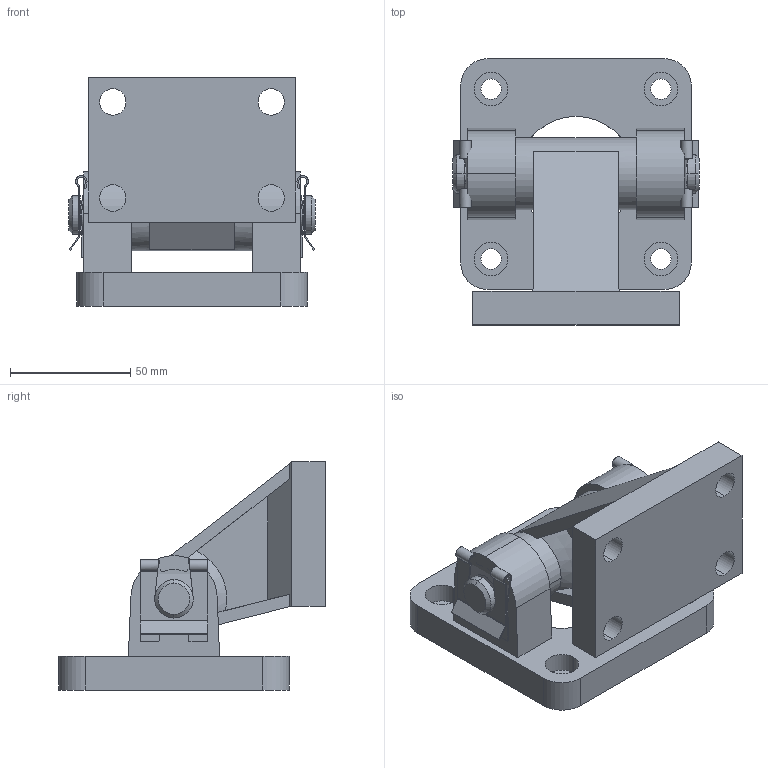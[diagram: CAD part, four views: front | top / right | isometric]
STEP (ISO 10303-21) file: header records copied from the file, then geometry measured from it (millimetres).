
FILE_DESCRIPTION (( 'STEP AP214' ), '1' );
FILE_NAME ('80 EYB.STEP', '2013-12-12T13:25:20', ( '' ), ( '' ), 'SwSTEP 2.0', 'SolidWorks 2010', '' );
FILE_SCHEMA (( 'AUTOMOTIVE_DESIGN' ));
Length unit declared in the file: millimetre
Products named in the file (5): 80  EYB; ÇAP 80 YER BAÐ. (CFM); 80  KLÝPS; 80  EB  P軲輄Varsay齦an; 80  EB  
Assembly tree (5 placements, depth 2):
  80  EYB
    80  EB  P軲輄Varsay齦an
    80  EB  
    80  KLÝPS  x2
    ÇAP 80 YER BAÐ. (CFM)
Bounding box: 102.5 x 111 x 95 mm (x, y, z)
Volume: 306728.1 mm3; surface area: 73891.8 mm2
Topology: 5 solids, 5 shells, 237 faces, 654 edges, 433 vertices
Faces by surface type: plane 125, cylinder 105, cone 7
Entity records: 5621 total; most frequent: CARTESIAN_POINT 1034, DIRECTION 937, ORIENTED_EDGE 912, EDGE_CURVE 456, AXIS2_PLACEMENT_3D 332, VERTEX_POINT 301, LINE 273, VECTOR 273
